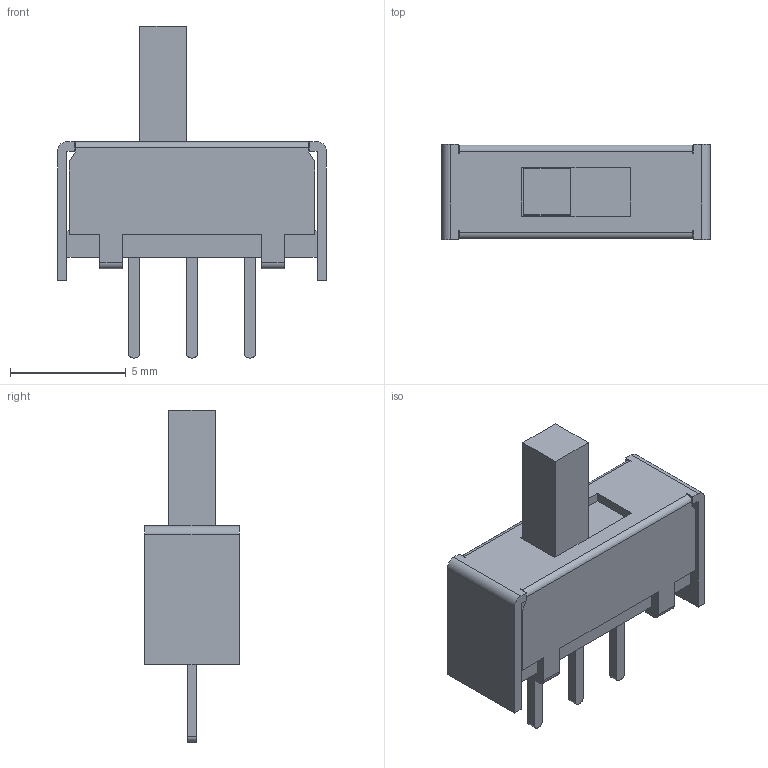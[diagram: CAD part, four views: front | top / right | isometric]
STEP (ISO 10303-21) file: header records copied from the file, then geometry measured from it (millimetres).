
FILE_DESCRIPTION(/* description */ ('Unknown'),/* implementation_level */ '2;1');
FILE_NAME(/* name */ 'SLW-116641-5A-S-D',/* time_stamp */ '2024-10-28T07:45:30+02:00',/* author */ ('Unknown'),/* organization */ ('Unknown'),/* preprocessor_version */ 'ST-DEVELOPER v18.102',/* originating_system */ 'Solid Edge',/* authorisation */ 'Unknown');
FILE_SCHEMA (('AUTOMOTIVE_DESIGN {1 0 10303 214 3 1 1}'));
Length unit declared in the file: millimetre
Products named in the file (1): SLW-116641-5A-S-D
Bounding box: 11.6 x 4.1 x 14.33 mm (x, y, z)
Volume: 224.1 mm3; surface area: 556 mm2
Topology: 1 solids, 1 shells, 115 faces, 326 edges, 214 vertices
Faces by surface type: plane 101, cylinder 14
Entity records: 4515 total; most frequent: CARTESIAN_POINT 656, ORIENTED_EDGE 652, DIRECTION 586, EDGE_CURVE 326, LINE 298, VECTOR 298, VERTEX_POINT 214, AXIS2_PLACEMENT_3D 144
